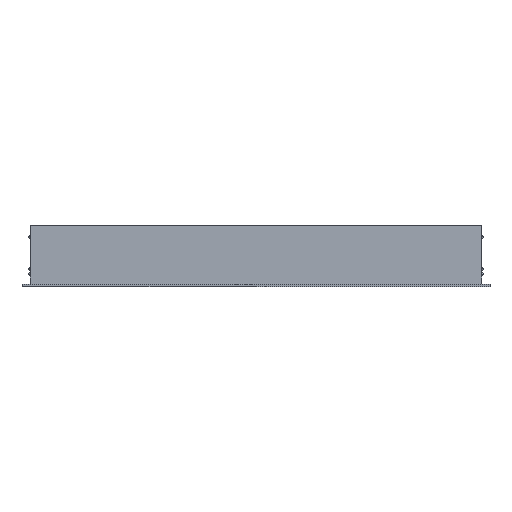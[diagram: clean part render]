
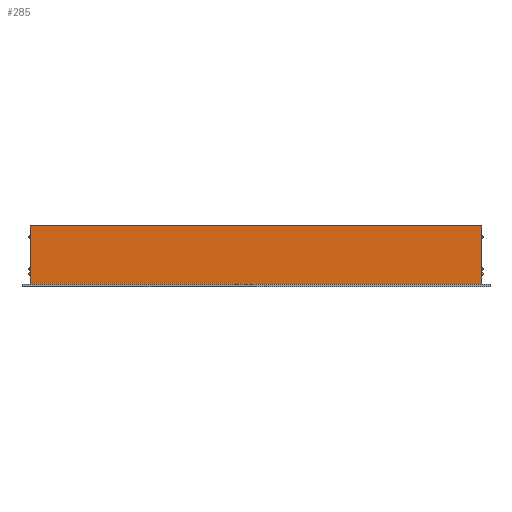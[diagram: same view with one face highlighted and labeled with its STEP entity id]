
A CAD part, top view. The second image highlights one B-rep face of the part: STEP entity #285.
In plain terms, the highlighted planar face has unit normal (0, 0, 1).
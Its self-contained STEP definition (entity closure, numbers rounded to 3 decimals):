
#13 = CARTESIAN_POINT ( 'NONE',  ( 0., 115., 22.186 ) ) ;
#86 = CARTESIAN_POINT ( 'NONE',  ( -27.356, 5., 22.186 ) ) ;
#188 = VECTOR ( 'NONE', #264, 1000. ) ;
#238 = CARTESIAN_POINT ( 'NONE',  ( 0., 115., 22.186 ) ) ;
#264 = DIRECTION ( 'NONE',  ( 0., -1., 0. ) ) ;
#269 = CARTESIAN_POINT ( 'NONE',  ( 815.644, 115., 22.186 ) ) ;
#285 = ADVANCED_FACE ( 'NONE', ( #1086 ), #1243, .F. ) ;
#293 = EDGE_CURVE ( 'NONE', #1527, #815, #370, .T. ) ;
#370 = LINE ( 'NONE', #824, #1476 ) ;
#391 = CARTESIAN_POINT ( 'NONE',  ( 815.644, 5., 22.186 ) ) ;
#456 = DIRECTION ( 'NONE',  ( 1., 0., 0. ) ) ;
#463 = VECTOR ( 'NONE', #1668, 1000. ) ;
#673 = DIRECTION ( 'NONE',  ( -1., 0., 0. ) ) ;
#683 = CARTESIAN_POINT ( 'NONE',  ( -27.356, 115., 22.186 ) ) ;
#766 = ORIENTED_EDGE ( 'NONE', *, *, #1737, .F. ) ;
#795 = EDGE_CURVE ( 'NONE', #903, #815, #847, .T. ) ;
#815 = VERTEX_POINT ( 'NONE', #86 ) ;
#824 = CARTESIAN_POINT ( 'NONE',  ( 815.644, 5., 22.186 ) ) ;
#847 = LINE ( 'NONE', #1804, #463 ) ;
#848 = AXIS2_PLACEMENT_3D ( 'NONE', #238, #1533, #673 ) ;
#858 = ORIENTED_EDGE ( 'NONE', *, *, #293, .F. ) ;
#886 = VECTOR ( 'NONE', #456, 1000. ) ;
#903 = VERTEX_POINT ( 'NONE', #683 ) ;
#972 = EDGE_CURVE ( 'NONE', #1271, #1527, #1384, .T. ) ;
#1086 = FACE_OUTER_BOUND ( 'NONE', #1392, .T. ) ;
#1243 = PLANE ( 'NONE',  #848 ) ;
#1271 = VERTEX_POINT ( 'NONE', #1349 ) ;
#1332 = ORIENTED_EDGE ( 'NONE', *, *, #795, .T. ) ;
#1349 = CARTESIAN_POINT ( 'NONE',  ( 815.644, 115., 22.186 ) ) ;
#1384 = LINE ( 'NONE', #269, #188 ) ;
#1392 = EDGE_LOOP ( 'NONE', ( #858, #1647, #766, #1332 ) ) ;
#1476 = VECTOR ( 'NONE', #1681, 1000. ) ;
#1527 = VERTEX_POINT ( 'NONE', #391 ) ;
#1533 = DIRECTION ( 'NONE',  ( 0., 0., -1. ) ) ;
#1647 = ORIENTED_EDGE ( 'NONE', *, *, #972, .F. ) ;
#1668 = DIRECTION ( 'NONE',  ( 0., -1., 0. ) ) ;
#1681 = DIRECTION ( 'NONE',  ( -1., 0., 0. ) ) ;
#1736 = LINE ( 'NONE', #13, #886 ) ;
#1737 = EDGE_CURVE ( 'NONE', #903, #1271, #1736, .T. ) ;
#1804 = CARTESIAN_POINT ( 'NONE',  ( -27.356, 115., 22.186 ) ) ;
